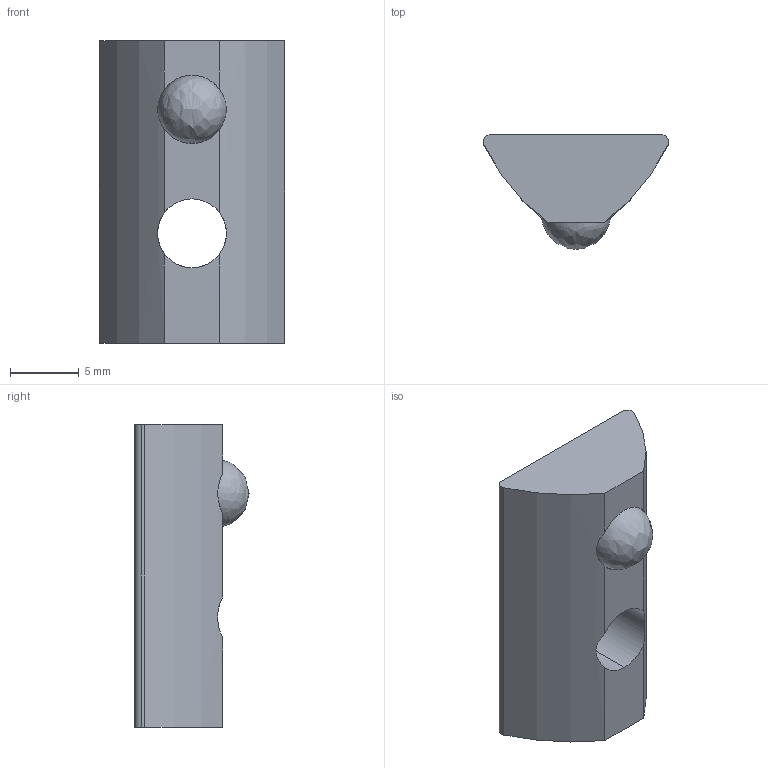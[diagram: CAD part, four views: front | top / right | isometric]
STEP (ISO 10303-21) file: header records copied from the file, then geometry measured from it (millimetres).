
FILE_DESCRIPTION (( 'STEP AP214' ), '1' );
FILE_NAME ('7218260', '2019-02-04T09:53:13', ( '' ), ('JUGARD+KÜNSTNER GmbH'), 'SwSTEP 2.0', 'SolidWorks 2017', '' );
FILE_SCHEMA (( 'AUTOMOTIVE_DESIGN' ));
Length unit declared in the file: millimetre
Products named in the file (1): 7218260_CNAJF00
Bounding box: 13.47 x 8.3 x 22 mm (x, y, z)
Volume: 1353.1 mm3; surface area: 1062.8 mm2
Topology: 2 solids, 2 shells, 22 faces, 57 edges, 38 vertices
Faces by surface type: cylinder 12, plane 7, bspline 3
Entity records: 828 total; most frequent: CARTESIAN_POINT 215, DIRECTION 118, ORIENTED_EDGE 114, EDGE_CURVE 57, AXIS2_PLACEMENT_3D 49, VERTEX_POINT 38, CIRCLE 29, EDGE_LOOP 23
